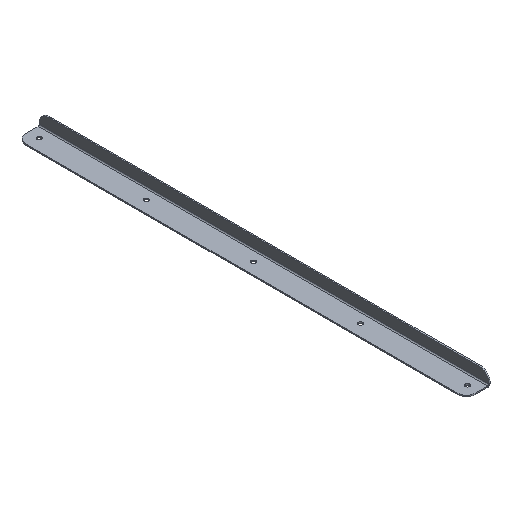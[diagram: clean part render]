
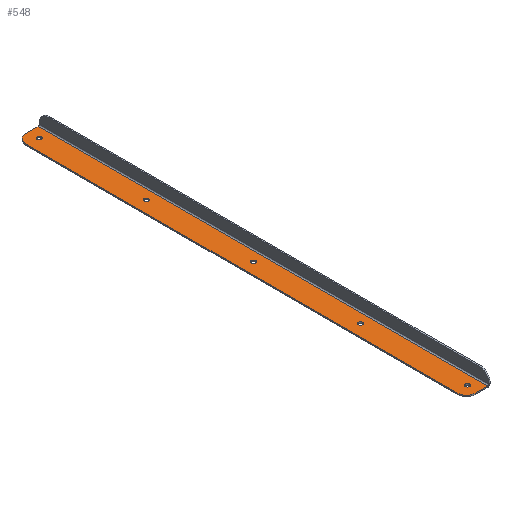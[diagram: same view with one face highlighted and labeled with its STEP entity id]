
A CAD part, isometric view. The second image highlights one B-rep face of the part: STEP entity #548.
In plain terms, the highlighted planar face has unit normal (0, 0, 1).
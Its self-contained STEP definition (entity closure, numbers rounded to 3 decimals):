
#9 = AXIS2_PLACEMENT_3D ( 'NONE', #729, #578, #713 ) ;
#13 = AXIS2_PLACEMENT_3D ( 'NONE', #171, #860, #176 ) ;
#17 = VERTEX_POINT ( 'NONE', #657 ) ;
#23 = EDGE_CURVE ( 'NONE', #70, #680, #45, .T. ) ;
#28 = DIRECTION ( 'NONE',  ( 0., -1., 0. ) ) ;
#30 = CARTESIAN_POINT ( 'NONE',  ( -3.5, 362.5, 0. ) ) ;
#42 = DIRECTION ( 'NONE',  ( 0., -1., 0. ) ) ;
#45 = LINE ( 'NONE', #800, #710 ) ;
#57 = CIRCLE ( 'NONE', #398, 15. ) ;
#70 = VERTEX_POINT ( 'NONE', #448 ) ;
#75 = DIRECTION ( 'NONE',  ( 1., 0., 0. ) ) ;
#77 = CARTESIAN_POINT ( 'NONE',  ( 0., -181.25, 0. ) ) ;
#79 = EDGE_CURVE ( 'NONE', #215, #173, #395, .T. ) ;
#93 = CIRCLE ( 'NONE', #243, 3.5 ) ;
#105 = CARTESIAN_POINT ( 'NONE',  ( 0., -181.25, 0. ) ) ;
#107 = CARTESIAN_POINT ( 'NONE',  ( 16., 380.5, 0. ) ) ;
#108 = DIRECTION ( 'NONE',  ( 0., 0., 1. ) ) ;
#112 = EDGE_CURVE ( 'NONE', #867, #168, #552, .T. ) ;
#119 = CARTESIAN_POINT ( 'NONE',  ( -3.5, 181.25, 0. ) ) ;
#126 = VERTEX_POINT ( 'NONE', #452 ) ;
#127 = CARTESIAN_POINT ( 'NONE',  ( 3.5, 362.5, 0. ) ) ;
#129 = CIRCLE ( 'NONE', #445, 3.5 ) ;
#135 = DIRECTION ( 'NONE',  ( 0., 0., 1. ) ) ;
#140 = EDGE_CURVE ( 'NONE', #562, #126, #279, .T. ) ;
#151 = VERTEX_POINT ( 'NONE', #416 ) ;
#159 = CARTESIAN_POINT ( 'NONE',  ( -20., 365.5, 0. ) ) ;
#167 = CARTESIAN_POINT ( 'NONE',  ( 0., 362.5, 0. ) ) ;
#168 = VERTEX_POINT ( 'NONE', #127 ) ;
#171 = CARTESIAN_POINT ( 'NONE',  ( 0., -362.5, 0. ) ) ;
#173 = VERTEX_POINT ( 'NONE', #192 ) ;
#176 = DIRECTION ( 'NONE',  ( 1., 0., 0. ) ) ;
#187 = ORIENTED_EDGE ( 'NONE', *, *, #301, .F. ) ;
#192 = CARTESIAN_POINT ( 'NONE',  ( -3.5, -181.25, 0. ) ) ;
#196 = EDGE_LOOP ( 'NONE', ( #816, #750 ) ) ;
#204 = EDGE_CURVE ( 'NONE', #173, #215, #635, .T. ) ;
#215 = VERTEX_POINT ( 'NONE', #814 ) ;
#231 = ORIENTED_EDGE ( 'NONE', *, *, #794, .F. ) ;
#239 = DIRECTION ( 'NONE',  ( -1., 0., 0. ) ) ;
#240 = DIRECTION ( 'NONE',  ( 1., 0., 0. ) ) ;
#243 = AXIS2_PLACEMENT_3D ( 'NONE', #167, #322, #240 ) ;
#249 = CARTESIAN_POINT ( 'NONE',  ( -3.5, 0., 0. ) ) ;
#254 = FACE_OUTER_BOUND ( 'NONE', #394, .T. ) ;
#256 = DIRECTION ( 'NONE',  ( 1., 0., 0. ) ) ;
#257 = EDGE_CURVE ( 'NONE', #17, #277, #352, .T. ) ;
#266 = FACE_BOUND ( 'NONE', #874, .T. ) ;
#277 = VERTEX_POINT ( 'NONE', #159 ) ;
#279 = CIRCLE ( 'NONE', #593, 3.5 ) ;
#280 = AXIS2_PLACEMENT_3D ( 'NONE', #495, #367, #620 ) ;
#281 = CARTESIAN_POINT ( 'NONE',  ( 16., -380.5, 0. ) ) ;
#285 = CARTESIAN_POINT ( 'NONE',  ( -20., 380.5, 0. ) ) ;
#287 = VERTEX_POINT ( 'NONE', #841 ) ;
#290 = EDGE_CURVE ( 'NONE', #277, #482, #303, .T. ) ;
#298 = DIRECTION ( 'NONE',  ( -1., 0., 0. ) ) ;
#299 = ORIENTED_EDGE ( 'NONE', *, *, #79, .F. ) ;
#301 = EDGE_CURVE ( 'NONE', #451, #776, #477, .T. ) ;
#303 = LINE ( 'NONE', #438, #742 ) ;
#308 = ORIENTED_EDGE ( 'NONE', *, *, #204, .F. ) ;
#310 = DIRECTION ( 'NONE',  ( 1., 0., 0. ) ) ;
#322 = DIRECTION ( 'NONE',  ( 0., 0., 1. ) ) ;
#323 = ORIENTED_EDGE ( 'NONE', *, *, #112, .F. ) ;
#328 = AXIS2_PLACEMENT_3D ( 'NONE', #105, #597, #256 ) ;
#346 = ORIENTED_EDGE ( 'NONE', *, *, #443, .F. ) ;
#347 = DIRECTION ( 'NONE',  ( 1., 0., 0. ) ) ;
#352 = CIRCLE ( 'NONE', #280, 15. ) ;
#367 = DIRECTION ( 'NONE',  ( 0., 0., 1. ) ) ;
#375 = CARTESIAN_POINT ( 'NONE',  ( -20., -365.5, 0. ) ) ;
#380 = EDGE_CURVE ( 'NONE', #390, #17, #491, .T. ) ;
#382 = ORIENTED_EDGE ( 'NONE', *, *, #420, .F. ) ;
#384 = CARTESIAN_POINT ( 'NONE',  ( 3.5, 0., 0. ) ) ;
#389 = DIRECTION ( 'NONE',  ( 1., 0., 0. ) ) ;
#390 = VERTEX_POINT ( 'NONE', #563 ) ;
#394 = EDGE_LOOP ( 'NONE', ( #447, #436, #558, #693, #833, #846 ) ) ;
#395 = CIRCLE ( 'NONE', #328, 3.5 ) ;
#398 = AXIS2_PLACEMENT_3D ( 'NONE', #457, #574, #239 ) ;
#403 = AXIS2_PLACEMENT_3D ( 'NONE', #704, #566, #570 ) ;
#414 = FACE_BOUND ( 'NONE', #425, .T. ) ;
#416 = CARTESIAN_POINT ( 'NONE',  ( -3.5, -362.5, 0. ) ) ;
#420 = EDGE_CURVE ( 'NONE', #168, #867, #93, .T. ) ;
#425 = EDGE_LOOP ( 'NONE', ( #475, #187 ) ) ;
#436 = ORIENTED_EDGE ( 'NONE', *, *, #257, .T. ) ;
#438 = CARTESIAN_POINT ( 'NONE',  ( -20., -380.5, 0. ) ) ;
#443 = EDGE_CURVE ( 'NONE', #287, #151, #129, .T. ) ;
#445 = AXIS2_PLACEMENT_3D ( 'NONE', #663, #108, #389 ) ;
#447 = ORIENTED_EDGE ( 'NONE', *, *, #380, .T. ) ;
#448 = CARTESIAN_POINT ( 'NONE',  ( -5., -380.5, 0. ) ) ;
#451 = VERTEX_POINT ( 'NONE', #249 ) ;
#452 = CARTESIAN_POINT ( 'NONE',  ( 3.5, 181.25, 0. ) ) ;
#457 = CARTESIAN_POINT ( 'NONE',  ( -5., -365.5, 0. ) ) ;
#464 = AXIS2_PLACEMENT_3D ( 'NONE', #745, #474, #75 ) ;
#468 = CARTESIAN_POINT ( 'NONE',  ( 0., 0., 0. ) ) ;
#471 = CARTESIAN_POINT ( 'NONE',  ( 0., 181.25, 0. ) ) ;
#474 = DIRECTION ( 'NONE',  ( 0., 0., 1. ) ) ;
#475 = ORIENTED_EDGE ( 'NONE', *, *, #547, .F. ) ;
#477 = CIRCLE ( 'NONE', #403, 3.5 ) ;
#478 = DIRECTION ( 'NONE',  ( -1., 0., 0. ) ) ;
#481 = PLANE ( 'NONE',  #687 ) ;
#482 = VERTEX_POINT ( 'NONE', #375 ) ;
#491 = LINE ( 'NONE', #285, #865 ) ;
#495 = CARTESIAN_POINT ( 'NONE',  ( -5., 365.5, 0. ) ) ;
#528 = DIRECTION ( 'NONE',  ( 0., 0., -1. ) ) ;
#547 = EDGE_CURVE ( 'NONE', #776, #451, #616, .T. ) ;
#548 = ADVANCED_FACE ( 'NONE', ( #266, #891, #414, #595, #819, #254 ), #481, .F. ) ;
#552 = CIRCLE ( 'NONE', #9, 3.5 ) ;
#554 = DIRECTION ( 'NONE',  ( 0., 0., 1. ) ) ;
#558 = ORIENTED_EDGE ( 'NONE', *, *, #290, .T. ) ;
#562 = VERTEX_POINT ( 'NONE', #119 ) ;
#563 = CARTESIAN_POINT ( 'NONE',  ( 16., 380.5, 0. ) ) ;
#566 = DIRECTION ( 'NONE',  ( 0., 0., 1. ) ) ;
#570 = DIRECTION ( 'NONE',  ( 1., 0., 0. ) ) ;
#574 = DIRECTION ( 'NONE',  ( 0., 0., 1. ) ) ;
#578 = DIRECTION ( 'NONE',  ( 0., 0., 1. ) ) ;
#580 = CIRCLE ( 'NONE', #13, 3.5 ) ;
#593 = AXIS2_PLACEMENT_3D ( 'NONE', #471, #824, #755 ) ;
#595 = FACE_BOUND ( 'NONE', #652, .T. ) ;
#597 = DIRECTION ( 'NONE',  ( 0., 0., 1. ) ) ;
#599 = EDGE_CURVE ( 'NONE', #126, #562, #733, .T. ) ;
#614 = DIRECTION ( 'NONE',  ( 1., 0., 0. ) ) ;
#616 = CIRCLE ( 'NONE', #464, 3.5 ) ;
#620 = DIRECTION ( 'NONE',  ( -1., 0., 0. ) ) ;
#635 = CIRCLE ( 'NONE', #752, 3.5 ) ;
#641 = VECTOR ( 'NONE', #42, 1000. ) ;
#652 = EDGE_LOOP ( 'NONE', ( #299, #308 ) ) ;
#657 = CARTESIAN_POINT ( 'NONE',  ( -5., 380.5, 0. ) ) ;
#663 = CARTESIAN_POINT ( 'NONE',  ( 0., -362.5, 0. ) ) ;
#680 = VERTEX_POINT ( 'NONE', #281 ) ;
#685 = CARTESIAN_POINT ( 'NONE',  ( 0., 181.25, 0. ) ) ;
#687 = AXIS2_PLACEMENT_3D ( 'NONE', #468, #528, #478 ) ;
#693 = ORIENTED_EDGE ( 'NONE', *, *, #834, .T. ) ;
#704 = CARTESIAN_POINT ( 'NONE',  ( 0., 0., 0. ) ) ;
#710 = VECTOR ( 'NONE', #310, 1000. ) ;
#713 = DIRECTION ( 'NONE',  ( 1., 0., 0. ) ) ;
#720 = LINE ( 'NONE', #107, #641 ) ;
#729 = CARTESIAN_POINT ( 'NONE',  ( 0., 362.5, 0. ) ) ;
#733 = CIRCLE ( 'NONE', #810, 3.5 ) ;
#742 = VECTOR ( 'NONE', #28, 1000. ) ;
#745 = CARTESIAN_POINT ( 'NONE',  ( 0., 0., 0. ) ) ;
#750 = ORIENTED_EDGE ( 'NONE', *, *, #140, .F. ) ;
#752 = AXIS2_PLACEMENT_3D ( 'NONE', #77, #135, #347 ) ;
#755 = DIRECTION ( 'NONE',  ( 1., 0., 0. ) ) ;
#776 = VERTEX_POINT ( 'NONE', #384 ) ;
#794 = EDGE_CURVE ( 'NONE', #151, #287, #580, .T. ) ;
#800 = CARTESIAN_POINT ( 'NONE',  ( -20., -380.5, 0. ) ) ;
#810 = AXIS2_PLACEMENT_3D ( 'NONE', #685, #554, #614 ) ;
#814 = CARTESIAN_POINT ( 'NONE',  ( 3.5, -181.25, 0. ) ) ;
#816 = ORIENTED_EDGE ( 'NONE', *, *, #599, .F. ) ;
#819 = FACE_BOUND ( 'NONE', #844, .T. ) ;
#824 = DIRECTION ( 'NONE',  ( 0., 0., 1. ) ) ;
#833 = ORIENTED_EDGE ( 'NONE', *, *, #23, .T. ) ;
#834 = EDGE_CURVE ( 'NONE', #482, #70, #57, .T. ) ;
#841 = CARTESIAN_POINT ( 'NONE',  ( 3.5, -362.5, 0. ) ) ;
#844 = EDGE_LOOP ( 'NONE', ( #346, #231 ) ) ;
#846 = ORIENTED_EDGE ( 'NONE', *, *, #875, .F. ) ;
#860 = DIRECTION ( 'NONE',  ( 0., 0., 1. ) ) ;
#865 = VECTOR ( 'NONE', #298, 1000. ) ;
#867 = VERTEX_POINT ( 'NONE', #30 ) ;
#874 = EDGE_LOOP ( 'NONE', ( #382, #323 ) ) ;
#875 = EDGE_CURVE ( 'NONE', #390, #680, #720, .T. ) ;
#891 = FACE_BOUND ( 'NONE', #196, .T. ) ;
